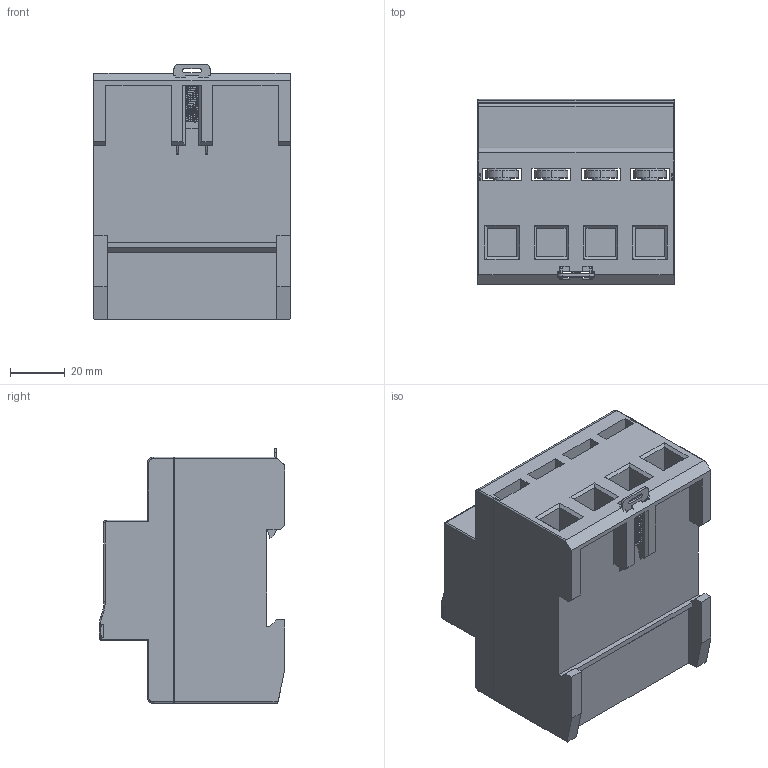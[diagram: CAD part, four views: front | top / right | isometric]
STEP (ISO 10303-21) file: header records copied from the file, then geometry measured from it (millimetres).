
FILE_DESCRIPTION (( 'STEP AP214' ), '1' );
FILE_NAME ('DSH2x35 for 3D Marketing 20211028.STEP', '2021-10-28T19:29:09', ( '' ), ( '' ), 'SwSTEP 2.0', 'SolidWorks 2021', '' );
FILE_SCHEMA (( 'AUTOMOTIVE_DESIGN' ));
Length unit declared in the file: millimetre
Products named in the file (1): DSH2x35 for 3D Marketing 20211028
Bounding box: 72 x 67.7 x 93.1 mm (x, y, z)
Volume: 299428.2 mm3; surface area: 58463.7 mm2
Topology: 1 solids, 5 shells, 613 faces, 1718 edges, 1108 vertices
Faces by surface type: plane 417, cylinder 148, bspline 32, cone 16
Entity records: 25551 total; most frequent: CARTESIAN_POINT 10078, ORIENTED_EDGE 3436, DIRECTION 2896, EDGE_CURVE 1718, LINE 1160, VECTOR 1160, VERTEX_POINT 1108, AXIS2_PLACEMENT_3D 868
